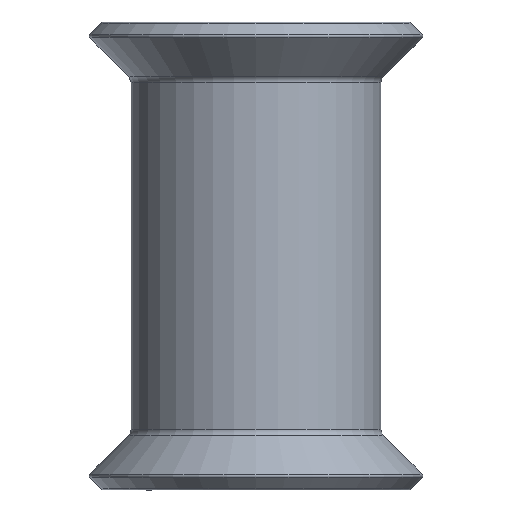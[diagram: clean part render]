
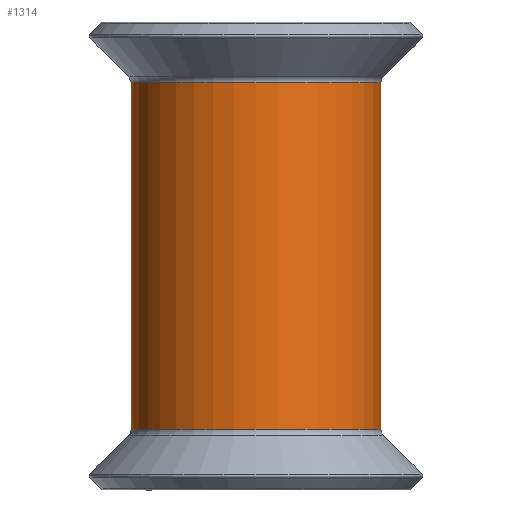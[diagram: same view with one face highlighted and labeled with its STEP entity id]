
A CAD part, front view. The second image highlights one B-rep face of the part: STEP entity #1314.
In plain terms, the highlighted cylindrical face has radius 3.81 mm (diameter 7.62 mm), a partial arc.
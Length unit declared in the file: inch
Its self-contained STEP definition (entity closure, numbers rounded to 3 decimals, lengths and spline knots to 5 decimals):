
#28 = DIRECTION ( 'NONE',  ( -1., 0., 0. ) ) ;
#248 = AXIS2_PLACEMENT_3D ( 'NONE', #998, #2515, #1215 ) ;
#249 = VERTEX_POINT ( 'NONE', #668 ) ;
#339 = DIRECTION ( 'NONE',  ( 0., 0., -1. ) ) ;
#359 = ORIENTED_EDGE ( 'NONE', *, *, #1465, .F. ) ;
#376 = CARTESIAN_POINT ( 'NONE',  ( -0.025, -0.531, 0.20822 ) ) ;
#404 = CARTESIAN_POINT ( 'NONE',  ( 0.125, -0.381, 0.281 ) ) ;
#546 = VERTEX_POINT ( 'NONE', #376 ) ;
#668 = CARTESIAN_POINT ( 'NONE',  ( 0.125, -0.381, -0.20822 ) ) ;
#730 = VECTOR ( 'NONE', #1911, 39.37008 ) ;
#934 = CYLINDRICAL_SURFACE ( 'NONE', #2458, 0.15 ) ;
#981 = EDGE_CURVE ( 'NONE', #2029, #546, #1987, .T. ) ;
#998 = CARTESIAN_POINT ( 'NONE',  ( 0.125, -0.531, -0.20822 ) ) ;
#1005 = FACE_OUTER_BOUND ( 'NONE', #2728, .T. ) ;
#1215 = DIRECTION ( 'NONE',  ( -1., 0., 0. ) ) ;
#1247 = CIRCLE ( 'NONE', #248, 0.15 ) ;
#1314 = ADVANCED_FACE ( 'NONE', ( #1005 ), #934, .T. ) ;
#1415 = CARTESIAN_POINT ( 'NONE',  ( -0.025, -0.531, 0.281 ) ) ;
#1465 = EDGE_CURVE ( 'NONE', #249, #1877, #1247, .T. ) ;
#1609 = CARTESIAN_POINT ( 'NONE',  ( 0.125, -0.531, 0.20822 ) ) ;
#1821 = LINE ( 'NONE', #404, #730 ) ;
#1842 = DIRECTION ( 'NONE',  ( -1., 0., 0. ) ) ;
#1877 = VERTEX_POINT ( 'NONE', #2084 ) ;
#1886 = ORIENTED_EDGE ( 'NONE', *, *, #2627, .F. ) ;
#1911 = DIRECTION ( 'NONE',  ( 0., 0., -1. ) ) ;
#1961 = DIRECTION ( 'NONE',  ( 0., 0., -1. ) ) ;
#1987 = CIRCLE ( 'NONE', #2656, 0.15 ) ;
#2029 = VERTEX_POINT ( 'NONE', #2578 ) ;
#2084 = CARTESIAN_POINT ( 'NONE',  ( -0.025, -0.531, -0.20822 ) ) ;
#2107 = LINE ( 'NONE', #1415, #2672 ) ;
#2277 = ORIENTED_EDGE ( 'NONE', *, *, #2414, .T. ) ;
#2414 = EDGE_CURVE ( 'NONE', #546, #1877, #2107, .T. ) ;
#2458 = AXIS2_PLACEMENT_3D ( 'NONE', #2606, #1961, #28 ) ;
#2515 = DIRECTION ( 'NONE',  ( 0., 0., -1. ) ) ;
#2578 = CARTESIAN_POINT ( 'NONE',  ( 0.125, -0.381, 0.20822 ) ) ;
#2606 = CARTESIAN_POINT ( 'NONE',  ( 0.125, -0.531, 0.281 ) ) ;
#2627 = EDGE_CURVE ( 'NONE', #2029, #249, #1821, .T. ) ;
#2629 = ORIENTED_EDGE ( 'NONE', *, *, #981, .T. ) ;
#2656 = AXIS2_PLACEMENT_3D ( 'NONE', #1609, #339, #1842 ) ;
#2672 = VECTOR ( 'NONE', #2714, 39.37008 ) ;
#2714 = DIRECTION ( 'NONE',  ( 0., 0., -1. ) ) ;
#2728 = EDGE_LOOP ( 'NONE', ( #2277, #359, #1886, #2629 ) ) ;
